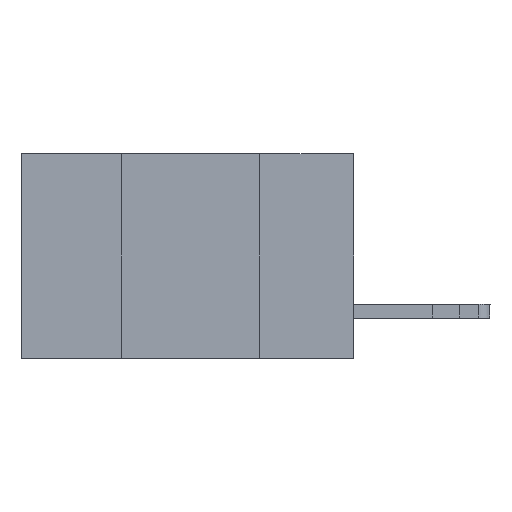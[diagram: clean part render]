
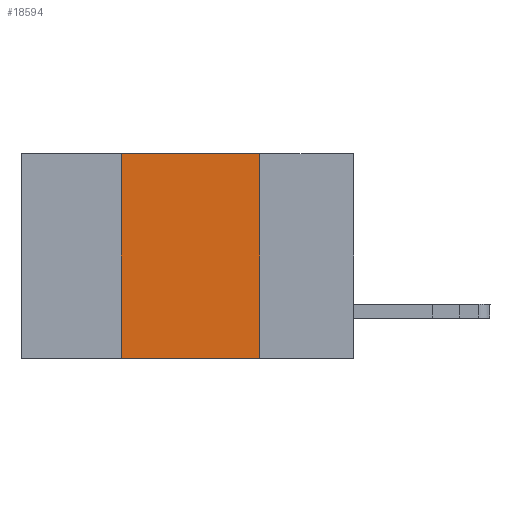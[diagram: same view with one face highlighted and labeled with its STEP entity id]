
A CAD part, left-side view. The second image highlights one B-rep face of the part: STEP entity #18594.
In plain terms, the highlighted planar face has unit normal (-1, 0, 0).
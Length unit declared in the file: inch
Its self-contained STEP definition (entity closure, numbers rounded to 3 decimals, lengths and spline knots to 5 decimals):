
#4795 = VECTOR ( 'NONE', #8109, 39.37008 ) ;
#5580 = AXIS2_PLACEMENT_3D ( 'NONE', #21787, #17372, #8809 ) ;
#8109 = DIRECTION ( 'NONE',  ( 0., 0., -1. ) ) ;
#8809 = DIRECTION ( 'NONE',  ( 0., 0., -1. ) ) ;
#10252 = ORIENTED_EDGE ( 'NONE', *, *, #26614, .F. ) ;
#10253 = CARTESIAN_POINT ( 'NONE',  ( 0., 0.6, 0. ) ) ;
#10566 = LINE ( 'NONE', #19550, #19398 ) ;
#10828 = DIRECTION ( 'NONE',  ( 0., -1., 0. ) ) ;
#11307 = EDGE_CURVE ( 'NONE', #15920, #28639, #10566, .T. ) ;
#11792 = VECTOR ( 'NONE', #21169, 39.37008 ) ;
#12032 = LINE ( 'NONE', #21016, #11792 ) ;
#12562 = VECTOR ( 'NONE', #10828, 39.37008 ) ;
#13038 = ORIENTED_EDGE ( 'NONE', *, *, #11307, .T. ) ;
#15258 = EDGE_CURVE ( 'NONE', #15920, #28134, #12032, .T. ) ;
#15745 = ORIENTED_EDGE ( 'NONE', *, *, #15258, .F. ) ;
#15920 = VERTEX_POINT ( 'NONE', #22973 ) ;
#16972 = LINE ( 'NONE', #17388, #4795 ) ;
#17338 = DIRECTION ( 'NONE',  ( 0., -1., 0. ) ) ;
#17367 = CARTESIAN_POINT ( 'NONE',  ( 0., 0.17, -0.37 ) ) ;
#17372 = DIRECTION ( 'NONE',  ( 1., 0., 0. ) ) ;
#17388 = CARTESIAN_POINT ( 'NONE',  ( 0., 0.17, 0. ) ) ;
#17803 = FACE_OUTER_BOUND ( 'NONE', #19801, .T. ) ;
#18594 = ADVANCED_FACE ( 'NONE', ( #17803 ), #28993, .F. ) ;
#19398 = VECTOR ( 'NONE', #17338, 39.37008 ) ;
#19550 = CARTESIAN_POINT ( 'NONE',  ( 0., 0.6, -0.37 ) ) ;
#19801 = EDGE_LOOP ( 'NONE', ( #22977, #10252, #15745, #13038 ) ) ;
#20768 = VERTEX_POINT ( 'NONE', #26428 ) ;
#20855 = CARTESIAN_POINT ( 'NONE',  ( 0., 0.42, 0. ) ) ;
#21016 = CARTESIAN_POINT ( 'NONE',  ( 0., 0.42, 0. ) ) ;
#21169 = DIRECTION ( 'NONE',  ( 0., 0., 1. ) ) ;
#21787 = CARTESIAN_POINT ( 'NONE',  ( 0., 0.6, 0. ) ) ;
#22973 = CARTESIAN_POINT ( 'NONE',  ( 0., 0.42, -0.37 ) ) ;
#22977 = ORIENTED_EDGE ( 'NONE', *, *, #25780, .F. ) ;
#25780 = EDGE_CURVE ( 'NONE', #20768, #28639, #16972, .T. ) ;
#26428 = CARTESIAN_POINT ( 'NONE',  ( 0., 0.17, 0. ) ) ;
#26614 = EDGE_CURVE ( 'NONE', #28134, #20768, #28505, .T. ) ;
#28134 = VERTEX_POINT ( 'NONE', #20855 ) ;
#28505 = LINE ( 'NONE', #10253, #12562 ) ;
#28639 = VERTEX_POINT ( 'NONE', #17367 ) ;
#28993 = PLANE ( 'NONE',  #5580 ) ;
